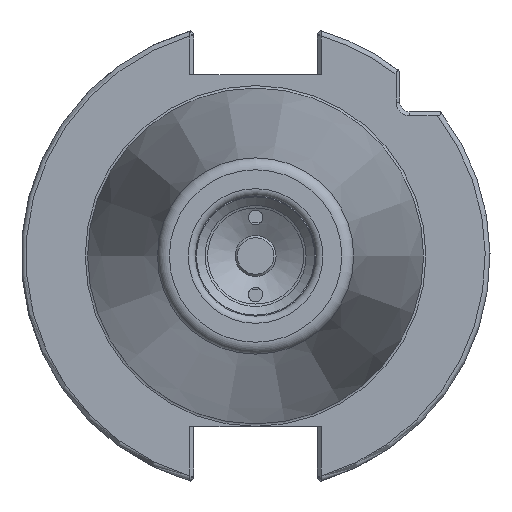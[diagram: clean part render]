
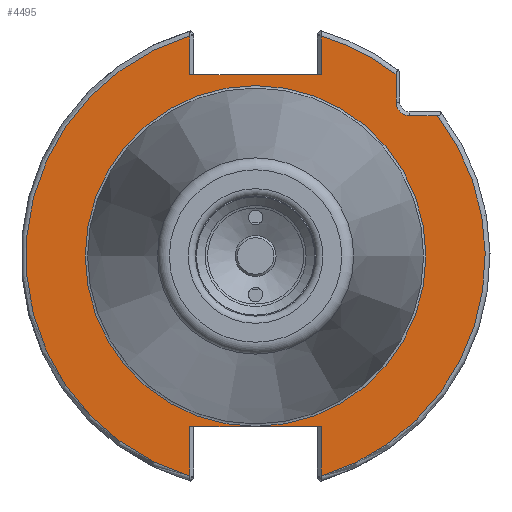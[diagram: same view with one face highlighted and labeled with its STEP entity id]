
A CAD part, left-side view. The second image highlights one B-rep face of the part: STEP entity #4495.
In plain terms, the highlighted planar face has unit normal (-1, 0, 0).
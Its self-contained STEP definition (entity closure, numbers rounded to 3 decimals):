
#177=FACE_BOUND('',#704,.T.);
#203=PLANE('',#4955);
#411=FACE_OUTER_BOUND('',#703,.T.);
#703=EDGE_LOOP('',(#3399,#3400,#3401,#3402,#3403,#3404,#3405,#3406,#3407,
#3408,#3409,#3410));
#704=EDGE_LOOP('',(#3411));
#1107=LINE('',#7335,#1439);
#1129=LINE('',#7637,#1461);
#1131=LINE('',#7716,#1463);
#1132=LINE('',#7718,#1464);
#1133=LINE('',#7722,#1465);
#1134=LINE('',#7726,#1466);
#1135=LINE('',#7729,#1467);
#1136=LINE('',#7730,#1468);
#1439=VECTOR('',#5563,10.);
#1461=VECTOR('',#5611,10.);
#1463=VECTOR('',#5633,10.);
#1464=VECTOR('',#5634,10.);
#1465=VECTOR('',#5637,10.);
#1466=VECTOR('',#5640,10.);
#1467=VECTOR('',#5643,10.);
#1468=VECTOR('',#5644,10.);
#1788=CIRCLE('',#4954,47.75);
#1789=CIRCLE('',#4956,47.75);
#1790=CIRCLE('',#4957,2.8);
#1791=CIRCLE('',#4958,47.75);
#1792=CIRCLE('',#4959,35.425);
#2014=VERTEX_POINT('',#7333);
#2015=VERTEX_POINT('',#7334);
#2043=VERTEX_POINT('',#7630);
#2046=VERTEX_POINT('',#7635);
#2053=VERTEX_POINT('',#7694);
#2055=VERTEX_POINT('',#7715);
#2056=VERTEX_POINT('',#7717);
#2057=VERTEX_POINT('',#7719);
#2058=VERTEX_POINT('',#7721);
#2059=VERTEX_POINT('',#7723);
#2060=VERTEX_POINT('',#7725);
#2061=VERTEX_POINT('',#7727);
#2062=VERTEX_POINT('',#7731);
#2489=EDGE_CURVE('',#2014,#2015,#1107,.T.);
#2531=EDGE_CURVE('',#2046,#2043,#1129,.T.);
#2543=EDGE_CURVE('',#2043,#2053,#1788,.T.);
#2546=EDGE_CURVE('',#2046,#2055,#1131,.T.);
#2547=EDGE_CURVE('',#2056,#2055,#1132,.T.);
#2548=EDGE_CURVE('',#2057,#2056,#1789,.T.);
#2549=EDGE_CURVE('',#2058,#2057,#1133,.T.);
#2550=EDGE_CURVE('',#2059,#2058,#1790,.T.);
#2551=EDGE_CURVE('',#2060,#2059,#1134,.T.);
#2552=EDGE_CURVE('',#2061,#2060,#1791,.T.);
#2553=EDGE_CURVE('',#2014,#2061,#1135,.T.);
#2554=EDGE_CURVE('',#2053,#2015,#1136,.T.);
#2555=EDGE_CURVE('',#2062,#2062,#1792,.T.);
#3399=ORIENTED_EDGE('',*,*,#2531,.F.);
#3400=ORIENTED_EDGE('',*,*,#2546,.T.);
#3401=ORIENTED_EDGE('',*,*,#2547,.F.);
#3402=ORIENTED_EDGE('',*,*,#2548,.F.);
#3403=ORIENTED_EDGE('',*,*,#2549,.F.);
#3404=ORIENTED_EDGE('',*,*,#2550,.F.);
#3405=ORIENTED_EDGE('',*,*,#2551,.F.);
#3406=ORIENTED_EDGE('',*,*,#2552,.F.);
#3407=ORIENTED_EDGE('',*,*,#2553,.F.);
#3408=ORIENTED_EDGE('',*,*,#2489,.T.);
#3409=ORIENTED_EDGE('',*,*,#2554,.F.);
#3410=ORIENTED_EDGE('',*,*,#2543,.F.);
#3411=ORIENTED_EDGE('',*,*,#2555,.T.);
#4495=ADVANCED_FACE('',(#411,#177),#203,.T.);
#4954=AXIS2_PLACEMENT_3D('',#7695,#5629,#5630);
#4955=AXIS2_PLACEMENT_3D('',#7714,#5631,#5632);
#4956=AXIS2_PLACEMENT_3D('',#7720,#5635,#5636);
#4957=AXIS2_PLACEMENT_3D('',#7724,#5638,#5639);
#4958=AXIS2_PLACEMENT_3D('',#7728,#5641,#5642);
#4959=AXIS2_PLACEMENT_3D('',#7732,#5645,#5646);
#5563=DIRECTION('',(0.,1.,0.));
#5611=DIRECTION('',(0.,0.,-1.));
#5629=DIRECTION('center_axis',(1.,0.,0.));
#5630=DIRECTION('ref_axis',(0.,0.,-1.));
#5631=DIRECTION('center_axis',(-1.,0.,0.));
#5632=DIRECTION('ref_axis',(0.,0.,1.));
#5633=DIRECTION('',(0.,-1.,0.));
#5634=DIRECTION('',(0.,0.,1.));
#5635=DIRECTION('center_axis',(1.,0.,0.));
#5636=DIRECTION('ref_axis',(0.,0.,-1.));
#5637=DIRECTION('',(0.,-1.,0.));
#5638=DIRECTION('center_axis',(-1.,0.,0.));
#5639=DIRECTION('ref_axis',(0.,1.,0.));
#5640=DIRECTION('',(0.,0.,-1.));
#5641=DIRECTION('center_axis',(1.,0.,0.));
#5642=DIRECTION('ref_axis',(0.,0.,-1.));
#5643=DIRECTION('',(0.,0.,1.));
#5644=DIRECTION('',(0.,0.,-1.));
#5645=DIRECTION('center_axis',(1.,0.,0.));
#5646=DIRECTION('ref_axis',(0.,0.,-1.));
#7333=CARTESIAN_POINT('',(3.2,-13.65,37.7));
#7334=CARTESIAN_POINT('',(3.2,13.65,37.7));
#7335=CARTESIAN_POINT('',(3.2,30.3,37.7));
#7630=CARTESIAN_POINT('',(3.2,13.65,-45.757));
#7635=CARTESIAN_POINT('',(3.2,13.65,-35.5));
#7637=CARTESIAN_POINT('',(3.2,13.65,-17.75));
#7694=CARTESIAN_POINT('',(3.2,13.65,45.757));
#7695=CARTESIAN_POINT('Origin',(3.2,0.,0.));
#7714=CARTESIAN_POINT('Origin',(3.2,47.75,0.));
#7715=CARTESIAN_POINT('',(3.2,-13.65,-35.5));
#7716=CARTESIAN_POINT('',(3.2,17.45,-35.5));
#7717=CARTESIAN_POINT('',(3.2,-13.65,-45.757));
#7718=CARTESIAN_POINT('',(3.2,-13.65,-27.75));
#7719=CARTESIAN_POINT('',(3.2,-37.781,29.2));
#7720=CARTESIAN_POINT('Origin',(3.2,0.,0.));
#7721=CARTESIAN_POINT('',(3.2,-32.,29.2));
#7722=CARTESIAN_POINT('',(3.2,7.875,29.2));
#7723=CARTESIAN_POINT('',(3.2,-29.2,32.));
#7724=CARTESIAN_POINT('Origin',(3.2,-32.,32.));
#7725=CARTESIAN_POINT('',(3.2,-29.2,37.781));
#7726=CARTESIAN_POINT('',(3.2,-29.2,20.));
#7727=CARTESIAN_POINT('',(3.2,-13.65,45.757));
#7728=CARTESIAN_POINT('Origin',(3.2,0.,0.));
#7729=CARTESIAN_POINT('',(3.2,-13.65,18.85));
#7730=CARTESIAN_POINT('',(3.2,13.65,28.85));
#7731=CARTESIAN_POINT('',(3.2,0.,35.425));
#7732=CARTESIAN_POINT('Origin',(3.2,0.,0.));
